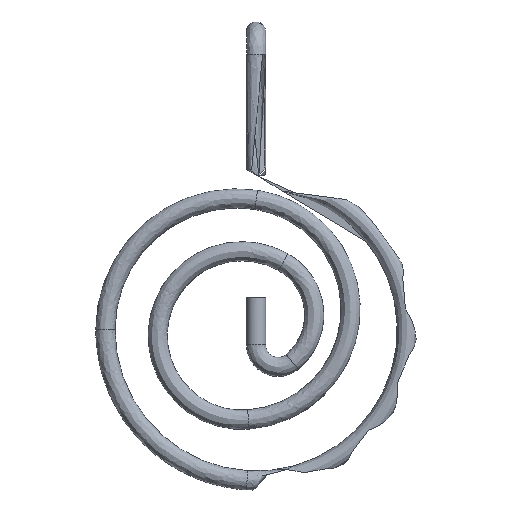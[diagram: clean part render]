
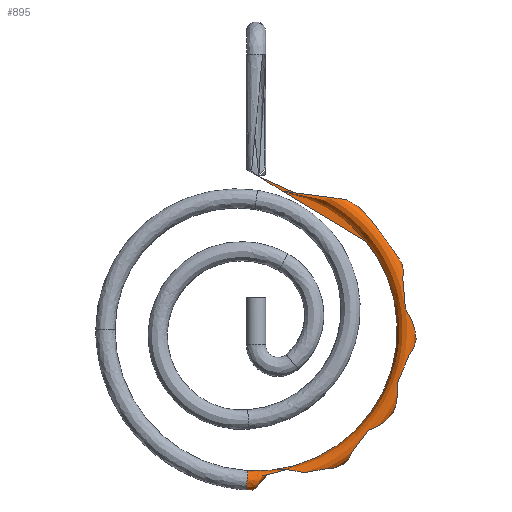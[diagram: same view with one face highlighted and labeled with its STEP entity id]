
A CAD part, front view. The second image highlights one B-rep face of the part: STEP entity #895.
In plain terms, the highlighted free-form (B-spline) face has degree [3, 3] with [7, 7] control points.
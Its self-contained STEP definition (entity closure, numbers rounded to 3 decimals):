
#7 = CARTESIAN_POINT ( 'NONE',  ( 0.264, -0.6, 4.392 ) ) ;
#24 = CARTESIAN_POINT ( 'NONE',  ( 8.52, -0.6, -4.92 ) ) ;
#42 = CARTESIAN_POINT ( 'NONE',  ( 0.264, 0., 4.392 ) ) ;
#43 = ORIENTED_EDGE ( 'NONE', *, *, #978, .T. ) ;
#46 = CARTESIAN_POINT ( 'NONE',  ( -0.264, 0., -4.392 ) ) ;
#49 = CARTESIAN_POINT ( 'NONE',  ( 0.084, 0., 4.79 ) ) ;
#52 = AXIS2_PLACEMENT_3D ( 'NONE', #742, #484, #320 ) ;
#58 = CARTESIAN_POINT ( 'NONE',  ( 8.52, 0., -4.92 ) ) ;
#73 =( BOUNDED_SURFACE ( )  B_SPLINE_SURFACE ( 3, 3, ( 
 ( #241, #418, #58, #488, #647, #827, #331 ),
 ( #183, #359, #24, #604, #769, #87, #444 ),
 ( #849, #517, #364, #593, #175, #93, #99 ),
 ( #879, #675, #504, #447, #670, #507, #212 ),
 ( #760, #188, #386, #290, #539, #182, #679 ),
 ( #270, #918, #436, #1015, #847, #96, #683 ),
 ( #42, #772, #925, #260, #872, #955, #513 ) ),
 .UNSPECIFIED., .T., .T., .T. ) 
 B_SPLINE_SURFACE_WITH_KNOTS ( ( 4, 3, 4 ),
 ( 4, 3, 4 ),
 ( 0., 0.5, 1. ),
 ( 0., 0.5, 1. ),
 .UNSPECIFIED. ) 
 GEOMETRIC_REPRESENTATION_ITEM ( )  RATIONAL_B_SPLINE_SURFACE ( (
 ( 1., 0.333, 0.333, 1., 0.333, 0.333, 1.),
 ( 0.333, 0.111, 0.111, 0.333, 0.111, 0.111, 0.333),
 ( 0.333, 0.111, 0.111, 0.333, 0.111, 0.111, 0.333),
 ( 1., 0.333, 0.333, 1., 0.333, 0.333, 1.),
 ( 0.333, 0.111, 0.111, 0.333, 0.111, 0.111, 0.333),
 ( 0.333, 0.111, 0.111, 0.333, 0.111, 0.111, 0.333),
 ( 1., 0.333, 0.333, 1., 0.333, 0.333, 1.) ) ) 
 REPRESENTATION_ITEM ( '' )  SURFACE ( )  );
#75 = EDGE_CURVE ( 'NONE', #890, #780, #132, .T. ) ;
#80 = AXIS2_PLACEMENT_3D ( 'NONE', #976, #481, #146 ) ;
#87 = CARTESIAN_POINT ( 'NONE',  ( -8.52, -0.6, 4.92 ) ) ;
#93 = CARTESIAN_POINT ( 'NONE',  ( -9.682, -0.6, 5.591 ) ) ;
#96 = CARTESIAN_POINT ( 'NONE',  ( -8.52, 0.6, 4.92 ) ) ;
#99 = CARTESIAN_POINT ( 'NONE',  ( 0.3, -0.6, 4.991 ) ) ;
#112 = ORIENTED_EDGE ( 'NONE', *, *, #75, .T. ) ;
#132 = CIRCLE ( 'NONE', #748, 0.3 ) ;
#146 = DIRECTION ( 'NONE',  ( 0.06, 0., 0.998 ) ) ;
#175 = CARTESIAN_POINT ( 'NONE',  ( -10.282, -0.6, -4.391 ) ) ;
#182 = CARTESIAN_POINT ( 'NONE',  ( -9.682, 0.6, 5.591 ) ) ;
#183 = CARTESIAN_POINT ( 'NONE',  ( 0.264, -0.6, 4.392 ) ) ;
#184 = CARTESIAN_POINT ( 'NONE',  ( 0.3, 0., 4.991 ) ) ;
#188 = CARTESIAN_POINT ( 'NONE',  ( 10.282, 0.6, 4.391 ) ) ;
#212 = CARTESIAN_POINT ( 'NONE',  ( 0.3, 0., 4.991 ) ) ;
#241 = CARTESIAN_POINT ( 'NONE',  ( 0.264, 0., 4.392 ) ) ;
#260 = CARTESIAN_POINT ( 'NONE',  ( -0.264, 0., -4.392 ) ) ;
#270 = CARTESIAN_POINT ( 'NONE',  ( 0.264, 0.6, 4.392 ) ) ;
#290 = CARTESIAN_POINT ( 'NONE',  ( -0.3, 0.6, -4.991 ) ) ;
#304 = DIRECTION ( 'NONE',  ( 0.06, 0., 0.998 ) ) ;
#308 = ORIENTED_EDGE ( 'NONE', *, *, #343, .T. ) ;
#320 = DIRECTION ( 'NONE',  ( 0.06, 0., 0.998 ) ) ;
#331 = CARTESIAN_POINT ( 'NONE',  ( 0.264, 0., 4.392 ) ) ;
#343 = EDGE_CURVE ( 'NONE', #1074, #780, #1064, .T. ) ;
#359 = CARTESIAN_POINT ( 'NONE',  ( 9.048, -0.6, 3.864 ) ) ;
#364 = CARTESIAN_POINT ( 'NONE',  ( 9.682, -0.6, -5.591 ) ) ;
#386 = CARTESIAN_POINT ( 'NONE',  ( 9.682, 0.6, -5.591 ) ) ;
#418 = CARTESIAN_POINT ( 'NONE',  ( 9.048, 0., 3.864 ) ) ;
#419 =( BOUNDED_CURVE ( )  B_SPLINE_CURVE ( 3, ( #508, #1006, #7, #184 ),
 .UNSPECIFIED., .F., .F. ) 
 B_SPLINE_CURVE_WITH_KNOTS ( ( 4, 4 ),
 ( 0., 1. ),
 .UNSPECIFIED. ) 
 CURVE ( )  GEOMETRIC_REPRESENTATION_ITEM ( )  RATIONAL_B_SPLINE_CURVE ( ( 1., 0.333, 0.333, 1. ) ) 
 REPRESENTATION_ITEM ( '' )  );
#436 = CARTESIAN_POINT ( 'NONE',  ( 8.52, 0.6, -4.92 ) ) ;
#444 = CARTESIAN_POINT ( 'NONE',  ( 0.264, -0.6, 4.392 ) ) ;
#447 = CARTESIAN_POINT ( 'NONE',  ( -0.3, 0., -4.991 ) ) ;
#481 = DIRECTION ( 'NONE',  ( 0., 1., 0. ) ) ;
#484 = DIRECTION ( 'NONE',  ( 0.998, 0., -0.06 ) ) ;
#488 = CARTESIAN_POINT ( 'NONE',  ( -0.264, 0., -4.392 ) ) ;
#504 = CARTESIAN_POINT ( 'NONE',  ( 9.682, 0., -5.591 ) ) ;
#507 = CARTESIAN_POINT ( 'NONE',  ( -9.682, 0., 5.591 ) ) ;
#508 = CARTESIAN_POINT ( 'NONE',  ( 0.3, 0., 4.991 ) ) ;
#513 = CARTESIAN_POINT ( 'NONE',  ( 0.264, 0., 4.392 ) ) ;
#517 = CARTESIAN_POINT ( 'NONE',  ( 10.282, -0.6, 4.391 ) ) ;
#539 = CARTESIAN_POINT ( 'NONE',  ( -10.282, 0.6, -4.391 ) ) ;
#558 = CARTESIAN_POINT ( 'NONE',  ( -0.3, 0., -4.991 ) ) ;
#565 = DIRECTION ( 'NONE',  ( 0.998, 0., -0.06 ) ) ;
#566 = ORIENTED_EDGE ( 'NONE', *, *, #857, .T. ) ;
#593 = CARTESIAN_POINT ( 'NONE',  ( -0.3, -0.6, -4.991 ) ) ;
#604 = CARTESIAN_POINT ( 'NONE',  ( -0.264, -0.6, -4.392 ) ) ;
#647 = CARTESIAN_POINT ( 'NONE',  ( -9.048, 0., -3.864 ) ) ;
#670 = CARTESIAN_POINT ( 'NONE',  ( -10.282, 0., -4.391 ) ) ;
#675 = CARTESIAN_POINT ( 'NONE',  ( 10.282, 0., 4.391 ) ) ;
#679 = CARTESIAN_POINT ( 'NONE',  ( 0.3, 0.6, 4.991 ) ) ;
#683 = CARTESIAN_POINT ( 'NONE',  ( 0.264, 0.6, 4.392 ) ) ;
#741 = CIRCLE ( 'NONE', #52, 0.3 ) ;
#742 = CARTESIAN_POINT ( 'NONE',  ( -0.282, 0., -4.692 ) ) ;
#748 = AXIS2_PLACEMENT_3D ( 'NONE', #839, #565, #304 ) ;
#752 = EDGE_LOOP ( 'NONE', ( #308, #566, #112, #782, #43 ) ) ;
#760 = CARTESIAN_POINT ( 'NONE',  ( 0.3, 0.6, 4.991 ) ) ;
#769 = CARTESIAN_POINT ( 'NONE',  ( -9.048, -0.6, -3.864 ) ) ;
#772 = CARTESIAN_POINT ( 'NONE',  ( 9.048, 0., 3.864 ) ) ;
#780 = VERTEX_POINT ( 'NONE', #46 ) ;
#782 = ORIENTED_EDGE ( 'NONE', *, *, #343, .F. ) ;
#827 = CARTESIAN_POINT ( 'NONE',  ( -8.52, 0., 4.92 ) ) ;
#839 = CARTESIAN_POINT ( 'NONE',  ( -0.282, 0., -4.692 ) ) ;
#847 = CARTESIAN_POINT ( 'NONE',  ( -9.048, 0.6, -3.864 ) ) ;
#849 = CARTESIAN_POINT ( 'NONE',  ( 0.3, -0.6, 4.991 ) ) ;
#857 = EDGE_CURVE ( 'NONE', #780, #890, #741, .T. ) ;
#872 = CARTESIAN_POINT ( 'NONE',  ( -9.048, 0., -3.864 ) ) ;
#879 = CARTESIAN_POINT ( 'NONE',  ( 0.3, 0., 4.991 ) ) ;
#890 = VERTEX_POINT ( 'NONE', #558 ) ;
#895 = ADVANCED_FACE ( 'NONE', ( #991 ), #73, .F. ) ;
#918 = CARTESIAN_POINT ( 'NONE',  ( 9.048, 0.6, 3.864 ) ) ;
#925 = CARTESIAN_POINT ( 'NONE',  ( 8.52, 0., -4.92 ) ) ;
#955 = CARTESIAN_POINT ( 'NONE',  ( -8.52, 0., 4.92 ) ) ;
#976 = CARTESIAN_POINT ( 'NONE',  ( 0., 0., 0. ) ) ;
#978 = EDGE_CURVE ( 'NONE', #1074, #1074, #419, .T. ) ;
#991 = FACE_OUTER_BOUND ( 'NONE', #752, .T. ) ;
#1006 = CARTESIAN_POINT ( 'NONE',  ( 0.3, -0.6, 4.991 ) ) ;
#1015 = CARTESIAN_POINT ( 'NONE',  ( -0.264, 0.6, -4.392 ) ) ;
#1064 = CIRCLE ( 'NONE', #80, 4.4 ) ;
#1074 = VERTEX_POINT ( 'NONE', #49 ) ;
